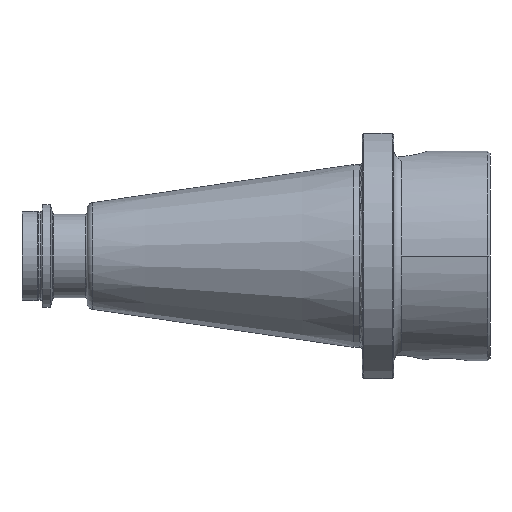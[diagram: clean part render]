
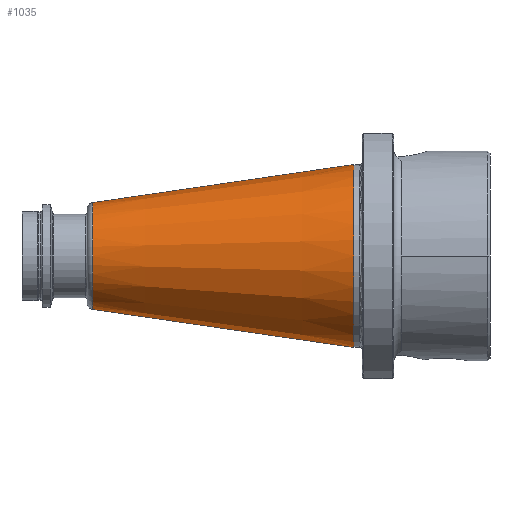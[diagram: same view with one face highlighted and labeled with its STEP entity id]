
A CAD part, front view. The second image highlights one B-rep face of the part: STEP entity #1035.
In plain terms, the highlighted conical face has half-angle 8.297 degrees and reference radius 34.925 mm.
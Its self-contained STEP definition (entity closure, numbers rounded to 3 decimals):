
#18 = DIRECTION ( 'NONE',  ( -1., 0., 0. ) ) ;
#23 = EDGE_CURVE ( 'NONE', #1626, #3859, #3198, .T. ) ;
#40 = FACE_OUTER_BOUND ( 'NONE', #1704, .T. ) ;
#72 = EDGE_CURVE ( 'NONE', #3941, #4561, #2798, .T. ) ;
#278 = VECTOR ( 'NONE', #4659, 1000. ) ;
#378 = LINE ( 'NONE', #1894, #4626 ) ;
#444 = LINE ( 'NONE', #4684, #278 ) ;
#628 = ORIENTED_EDGE ( 'NONE', *, *, #3606, .T. ) ;
#771 = CONICAL_SURFACE ( 'NONE', #4751, 34.925, 0.145 ) ;
#833 = DIRECTION ( 'NONE',  ( 0., 0., -1. ) ) ;
#1035 = ADVANCED_FACE ( 'NONE', ( #40 ), #771, .T. ) ;
#1041 = AXIS2_PLACEMENT_3D ( 'NONE', #4203, #3087, #1965 ) ;
#1060 = CARTESIAN_POINT ( 'NONE',  ( -99.761, 0., -20.377 ) ) ;
#1197 = DIRECTION ( 'NONE',  ( 0., 0., 1. ) ) ;
#1279 = ORIENTED_EDGE ( 'NONE', *, *, #23, .T. ) ;
#1449 = CARTESIAN_POINT ( 'NONE',  ( 0., 0., -34.925 ) ) ;
#1517 = AXIS2_PLACEMENT_3D ( 'NONE', #4609, #18, #1197 ) ;
#1626 = VERTEX_POINT ( 'NONE', #1449 ) ;
#1704 = EDGE_LOOP ( 'NONE', ( #2947, #2095, #628, #1279 ) ) ;
#1894 = CARTESIAN_POINT ( 'NONE',  ( 0., 0., 34.925 ) ) ;
#1965 = DIRECTION ( 'NONE',  ( 0., 0., 1. ) ) ;
#1981 = CARTESIAN_POINT ( 'NONE',  ( -99.761, 0., 20.377 ) ) ;
#2019 = CARTESIAN_POINT ( 'NONE',  ( 0., 0., 0. ) ) ;
#2095 = ORIENTED_EDGE ( 'NONE', *, *, #72, .F. ) ;
#2798 = CIRCLE ( 'NONE', #1517, 20.377 ) ;
#2947 = ORIENTED_EDGE ( 'NONE', *, *, #4820, .F. ) ;
#3087 = DIRECTION ( 'NONE',  ( -1., 0., 0. ) ) ;
#3198 = CIRCLE ( 'NONE', #1041, 34.925 ) ;
#3415 = DIRECTION ( 'NONE',  ( 0.99, 0., 0.144 ) ) ;
#3606 = EDGE_CURVE ( 'NONE', #3941, #1626, #444, .T. ) ;
#3859 = VERTEX_POINT ( 'NONE', #4159 ) ;
#3901 = DIRECTION ( 'NONE',  ( 1., 0., 0. ) ) ;
#3941 = VERTEX_POINT ( 'NONE', #1060 ) ;
#4159 = CARTESIAN_POINT ( 'NONE',  ( 0., 0., 34.925 ) ) ;
#4203 = CARTESIAN_POINT ( 'NONE',  ( 0., 0., 0. ) ) ;
#4561 = VERTEX_POINT ( 'NONE', #1981 ) ;
#4609 = CARTESIAN_POINT ( 'NONE',  ( -99.761, 0., 0. ) ) ;
#4626 = VECTOR ( 'NONE', #3415, 1000. ) ;
#4659 = DIRECTION ( 'NONE',  ( 0.99, 0., -0.144 ) ) ;
#4684 = CARTESIAN_POINT ( 'NONE',  ( 0., 0., -34.925 ) ) ;
#4751 = AXIS2_PLACEMENT_3D ( 'NONE', #2019, #3901, #833 ) ;
#4820 = EDGE_CURVE ( 'NONE', #4561, #3859, #378, .T. ) ;
